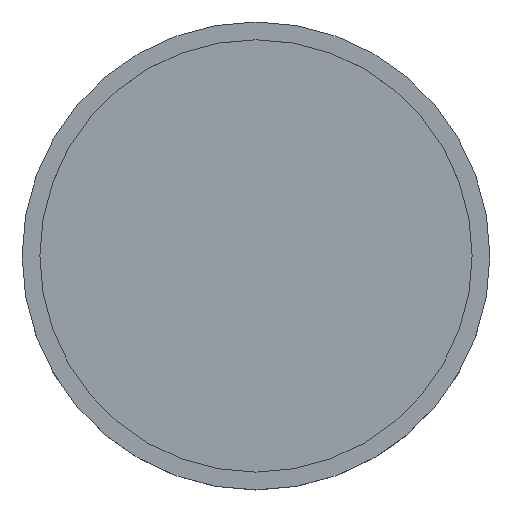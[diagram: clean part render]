
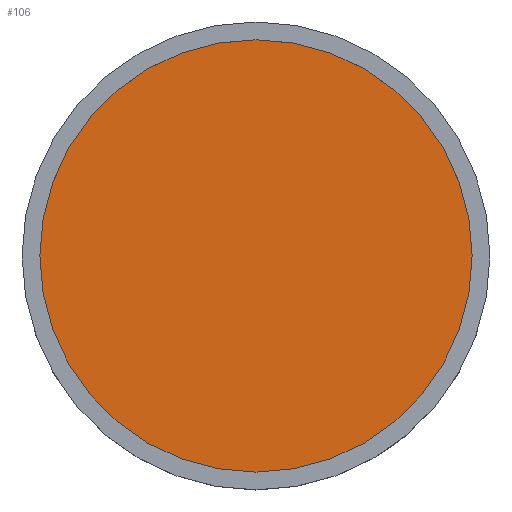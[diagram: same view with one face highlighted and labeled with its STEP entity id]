
A CAD part, top view. The second image highlights one B-rep face of the part: STEP entity #106.
In plain terms, the highlighted planar face has unit normal (0, 0, 1).
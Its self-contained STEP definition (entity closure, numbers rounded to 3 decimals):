
#17=PLANE('',#133);
#23=FACE_OUTER_BOUND('',#31,.T.);
#31=EDGE_LOOP('',(#88));
#46=CIRCLE('',#125,11.55);
#54=VERTEX_POINT('',#178);
#64=EDGE_CURVE('',#54,#54,#46,.T.);
#88=ORIENTED_EDGE('',*,*,#64,.T.);
#106=ADVANCED_FACE('',(#23),#17,.F.);
#125=AXIS2_PLACEMENT_3D('',#179,#143,#144);
#133=AXIS2_PLACEMENT_3D('',#193,#161,#162);
#143=DIRECTION('center_axis',(0.,0.,1.));
#144=DIRECTION('ref_axis',(1.,0.,0.));
#161=DIRECTION('center_axis',(0.,0.,-1.));
#162=DIRECTION('ref_axis',(-1.,0.,0.));
#178=CARTESIAN_POINT('',(-11.109,-2.006,2.13));
#179=CARTESIAN_POINT('Origin',(0.441,-2.006,2.13));
#193=CARTESIAN_POINT('Origin',(0.441,-13.556,2.13));
